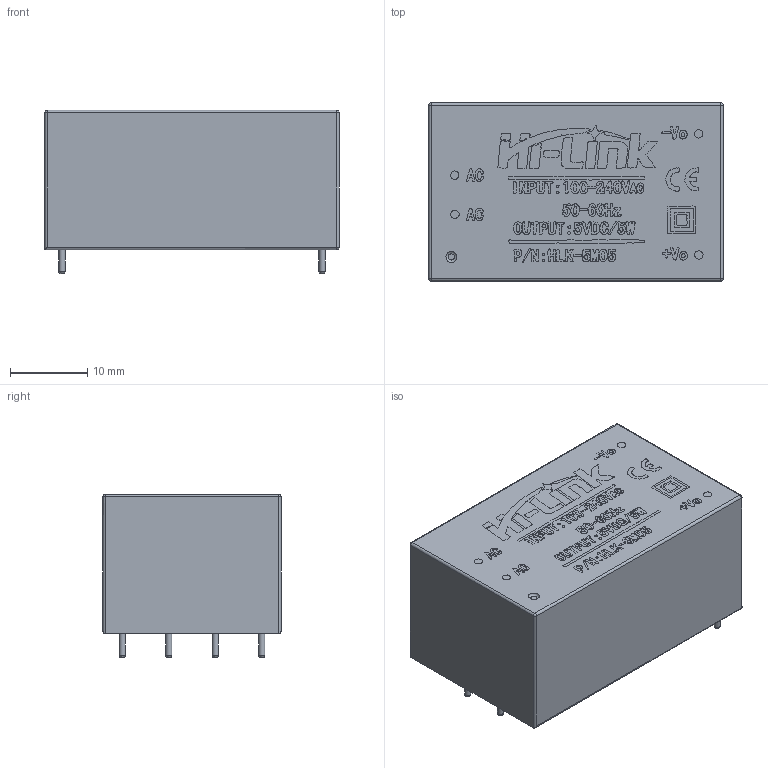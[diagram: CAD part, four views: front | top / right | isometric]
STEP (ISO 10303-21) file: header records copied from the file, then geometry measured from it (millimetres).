
FILE_DESCRIPTION(/* description */ (''),/* implementation_level */ '2;1');
FILE_NAME(/* name */ 'HLK-5M05.step',/* time_stamp */ '2023-07-16T09:50:01+02:00',/* author */ (''),/* organization */ (''),/* preprocessor_version */ 'ST-DEVELOPER v19.2',/* originating_system */ 'Autodesk Translation Framework v12.6.0.85',/* authorisation */ '');
FILE_SCHEMA (('AUTOMOTIVE_DESIGN { 1 0 10303 214 3 1 1 }'));
Length unit declared in the file: millimetre
Products named in the file (1): HLK-5M05
Bounding box: 38 x 23 x 21.11 mm (x, y, z)
Volume: 6.1 mm3; surface area: 3940.6 mm2
Topology: 4 solids, 98 shells, 134 faces, 1548 edges, 1518 vertices
Faces by surface type: plane 108, cylinder 15, sphere 6, bspline 4, torus 1
Full cylindrical faces by diameter (mm): 0.8 x4
Entity records: 15686 total; most frequent: CARTESIAN_POINT 7637, ORIENTED_EDGE 1618, EDGE_CURVE 1548, VERTEX_POINT 1518, B_SPLINE_CURVE_WITH_KNOTS 1412, DIRECTION 481, EDGE_LOOP 228, AXIS2_PLACEMENT_3D 214
